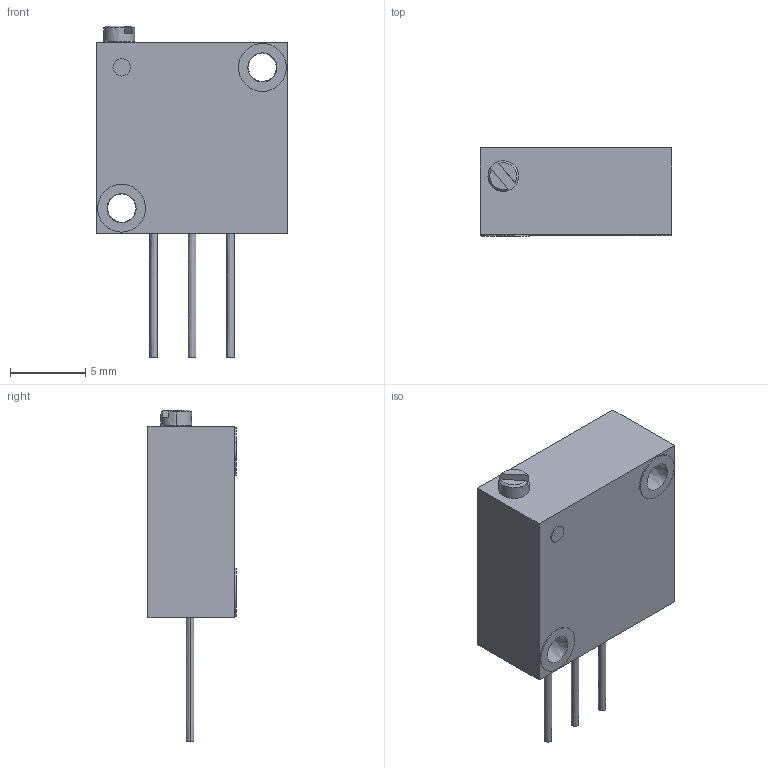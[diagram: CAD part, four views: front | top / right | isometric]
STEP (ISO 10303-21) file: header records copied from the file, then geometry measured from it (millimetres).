
FILE_DESCRIPTION((''),'2;1');
FILE_NAME('3250W_ASM','2012-02-13T',('minhn'),('Bourns, Inc.'),'PRO/ENGINEER BY PARAMETRIC TECHNOLOGY CORPORATION, 2001200','PRO/ENGINEER BY PARAMETRIC TECHNOLOGY CORPORATION, 2001200','');
FILE_SCHEMA(('AUTOMOTIVE_DESIGN_CC2 { 1 2 10303 214 -1 1 5 2 }'));
Length unit declared in the file: inch
Products named in the file (2): M3250_BODY1; 3250W_ASM
Assembly tree (1 placements, depth 2):
  3250W_ASM
    M3250_BODY1
Bounding box: 12.7 x 5.84 x 22.02 mm (x, y, z)
Volume: 894.3 mm3; surface area: 890.8 mm2
Topology: 1 solids, 5 shells, 680 faces, 1886 edges, 1252 vertices
Faces by surface type: bspline 680
Entity records: 31010 total; most frequent: CARTESIAN_POINT 9768, ORIENTED_EDGE 3772, DIRECTION 1960, PRESENTATION_STYLE_ASSIGNMENT 1904, STYLED_ITEM 1887, CURVE_STYLE 1886, EDGE_CURVE 1886, VECTOR 1668
